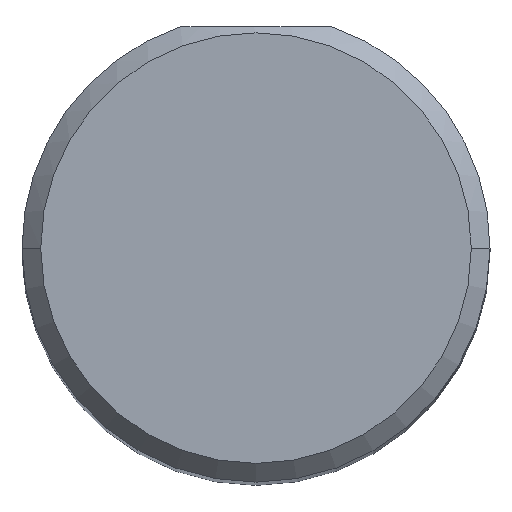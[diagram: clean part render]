
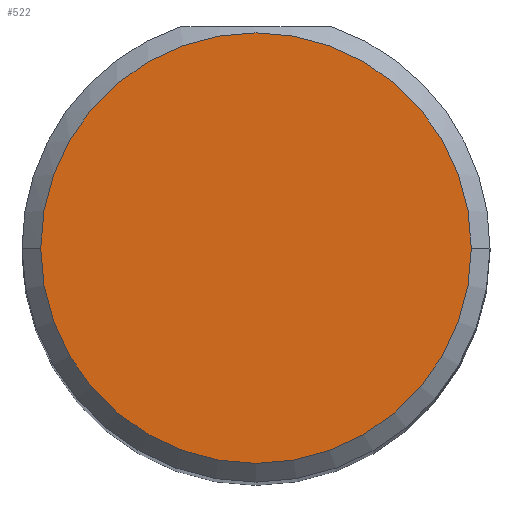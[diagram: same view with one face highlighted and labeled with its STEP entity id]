
A CAD part, top view. The second image highlights one B-rep face of the part: STEP entity #522.
In plain terms, the highlighted planar face has unit normal (0, 0, 1).
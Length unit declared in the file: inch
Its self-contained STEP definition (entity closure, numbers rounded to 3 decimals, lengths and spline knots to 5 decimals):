
#13 = AXIS2_PLACEMENT_3D ( 'NONE', #450, #128, #484 ) ;
#24 = CARTESIAN_POINT ( 'NONE',  ( 0.75, 0., 2.5 ) ) ;
#45 = DIRECTION ( 'NONE',  ( 0., 0., -1. ) ) ;
#128 = DIRECTION ( 'NONE',  ( 0., 0., -1. ) ) ;
#138 = AXIS2_PLACEMENT_3D ( 'NONE', #253, #45, #528 ) ;
#175 = ORIENTED_EDGE ( 'NONE', *, *, #193, .F. ) ;
#193 = EDGE_CURVE ( 'NONE', #348, #309, #506, .T. ) ;
#241 = DIRECTION ( 'NONE',  ( -1., 0., 0. ) ) ;
#253 = CARTESIAN_POINT ( 'NONE',  ( 0.75, 0., 2.5 ) ) ;
#259 = EDGE_CURVE ( 'NONE', #309, #348, #340, .T. ) ;
#284 = PLANE ( 'NONE',  #331 ) ;
#309 = VERTEX_POINT ( 'NONE', #343 ) ;
#331 = AXIS2_PLACEMENT_3D ( 'NONE', #24, #511, #241 ) ;
#340 = CIRCLE ( 'NONE', #13, 0.1725 ) ;
#343 = CARTESIAN_POINT ( 'NONE',  ( 0.5775, 0., 2.5 ) ) ;
#348 = VERTEX_POINT ( 'NONE', #542 ) ;
#364 = EDGE_LOOP ( 'NONE', ( #175, #550 ) ) ;
#378 = FACE_OUTER_BOUND ( 'NONE', #364, .T. ) ;
#450 = CARTESIAN_POINT ( 'NONE',  ( 0.75, 0., 2.5 ) ) ;
#484 = DIRECTION ( 'NONE',  ( -1., 0., 0. ) ) ;
#506 = CIRCLE ( 'NONE', #138, 0.1725 ) ;
#511 = DIRECTION ( 'NONE',  ( 0., 0., 1. ) ) ;
#522 = ADVANCED_FACE ( 'NONE', ( #378 ), #284, .T. ) ;
#528 = DIRECTION ( 'NONE',  ( -1., 0., 0. ) ) ;
#542 = CARTESIAN_POINT ( 'NONE',  ( 0.9225, 0., 2.5 ) ) ;
#550 = ORIENTED_EDGE ( 'NONE', *, *, #259, .F. ) ;
